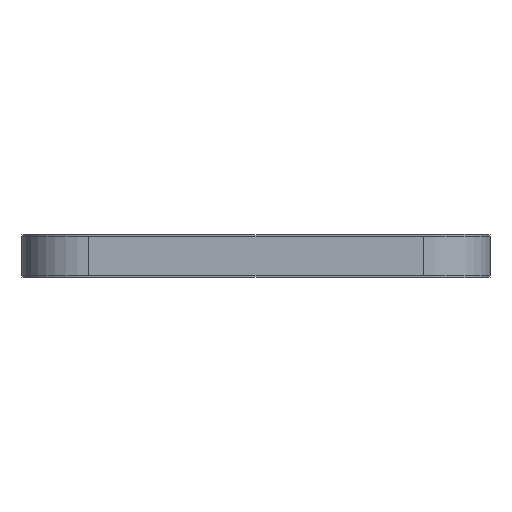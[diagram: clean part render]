
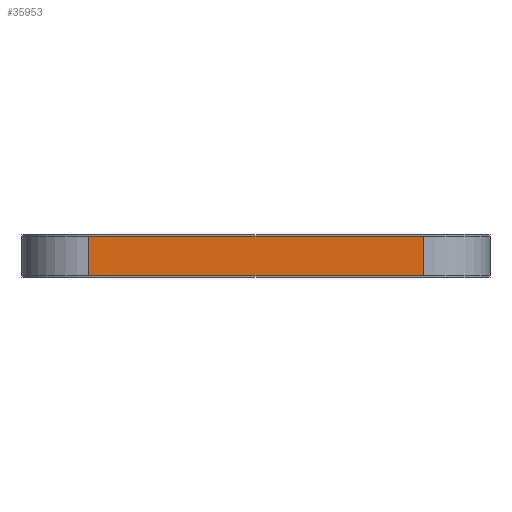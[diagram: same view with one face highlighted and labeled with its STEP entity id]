
A CAD part, front view. The second image highlights one B-rep face of the part: STEP entity #35953.
In plain terms, the highlighted planar face has unit normal (0, -1, 0).
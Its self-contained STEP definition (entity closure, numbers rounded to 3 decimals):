
#753=PLANE('',#38179);
#2251=FACE_OUTER_BOUND('',#4235,.T.);
#4235=EDGE_LOOP('',(#25029,#25030,#25031,#25032));
#6693=LINE('',#51617,#10909);
#6694=LINE('',#51620,#10910);
#6695=LINE('',#51622,#10911);
#6696=LINE('',#51623,#10912);
#10909=VECTOR('',#41361,10.);
#10910=VECTOR('',#41364,10.);
#10911=VECTOR('',#41365,10.);
#10912=VECTOR('',#41366,10.);
#16197=VERTEX_POINT('',#51613);
#16198=VERTEX_POINT('',#51615);
#16199=VERTEX_POINT('',#51619);
#16200=VERTEX_POINT('',#51621);
#19737=EDGE_CURVE('',#16197,#16198,#6693,.T.);
#19738=EDGE_CURVE('',#16199,#16197,#6694,.T.);
#19739=EDGE_CURVE('',#16200,#16198,#6695,.T.);
#19740=EDGE_CURVE('',#16199,#16200,#6696,.T.);
#25029=ORIENTED_EDGE('',*,*,#19738,.T.);
#25030=ORIENTED_EDGE('',*,*,#19737,.T.);
#25031=ORIENTED_EDGE('',*,*,#19739,.F.);
#25032=ORIENTED_EDGE('',*,*,#19740,.F.);
#35953=ADVANCED_FACE('',(#2251),#753,.T.);
#38179=AXIS2_PLACEMENT_3D('',#51618,#41362,#41363);
#41361=DIRECTION('',(0.,0.,1.));
#41362=DIRECTION('center_axis',(0.,-1.,0.));
#41363=DIRECTION('ref_axis',(1.,0.,0.));
#41364=DIRECTION('',(1.,0.,0.));
#41365=DIRECTION('',(1.,0.,0.));
#41366=DIRECTION('',(0.,0.,1.));
#51613=CARTESIAN_POINT('',(12.954,-1.27,0.));
#51615=CARTESIAN_POINT('',(12.954,-1.27,1.5));
#51617=CARTESIAN_POINT('',(12.954,-1.27,0.));
#51618=CARTESIAN_POINT('Origin',(0.254,-1.27,0.));
#51619=CARTESIAN_POINT('',(0.254,-1.27,0.));
#51620=CARTESIAN_POINT('',(0.254,-1.27,0.));
#51621=CARTESIAN_POINT('',(0.254,-1.27,1.5));
#51622=CARTESIAN_POINT('',(0.254,-1.27,1.5));
#51623=CARTESIAN_POINT('',(0.254,-1.27,0.));
